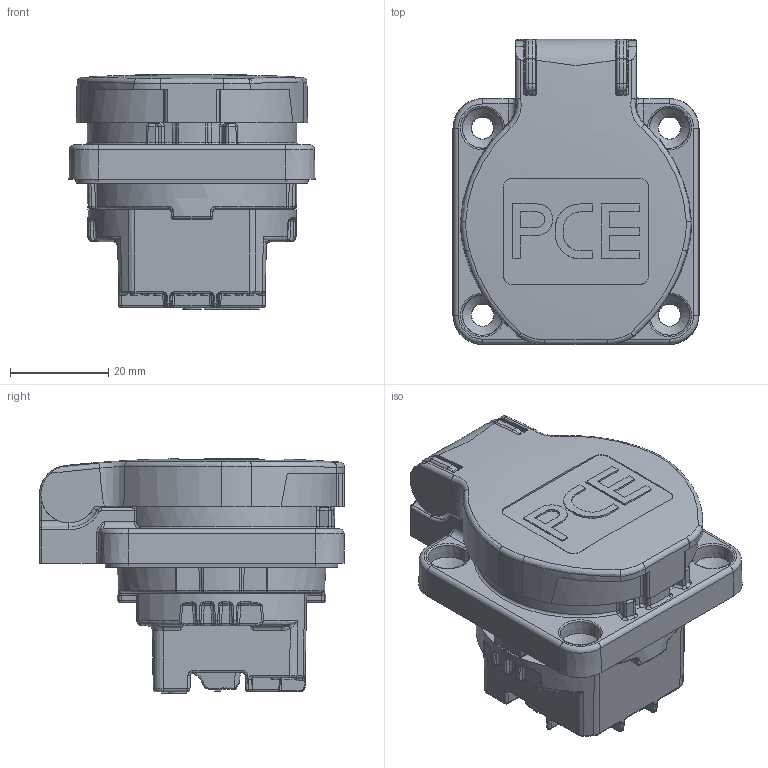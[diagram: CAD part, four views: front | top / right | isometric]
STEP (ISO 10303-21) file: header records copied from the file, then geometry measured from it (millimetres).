
FILE_DESCRIPTION (( 'STEP AP203' ), '1' );
FILE_NAME ('S-NOVA 109-0bw 50x50 dt ZFK Dichtrand.STEP', '2017-11-23T10:42:36', ( '' ), ( '' ), 'SwSTEP 2.0', 'SolidWorks 2016', '' );
FILE_SCHEMA (( 'CONFIG_CONTROL_DESIGN' ));
Length unit declared in the file: millimetre
Products named in the file (1): S-NOVA 109-0bw 50x50 dt ZFK Dichtrand
Bounding box: 50 x 62 x 47.68 mm (x, y, z)
Volume: 72182.6 mm3; surface area: 16569.5 mm2
Topology: 1 solids, 1 shells, 1850 faces, 4763 edges, 2887 vertices
Faces by surface type: plane 557, bspline 546, cylinder 500, torus 124, cone 73, sphere 50
Full cylindrical faces by diameter (mm): 6.832 x2
Entity records: 68780 total; most frequent: CARTESIAN_POINT 29302, ORIENTED_EDGE 9310, DIRECTION 6899, EDGE_CURVE 4655, VERTEX_POINT 2872, AXIS2_PLACEMENT_3D 2514, EDGE_LOOP 1931, VECTOR 1871
